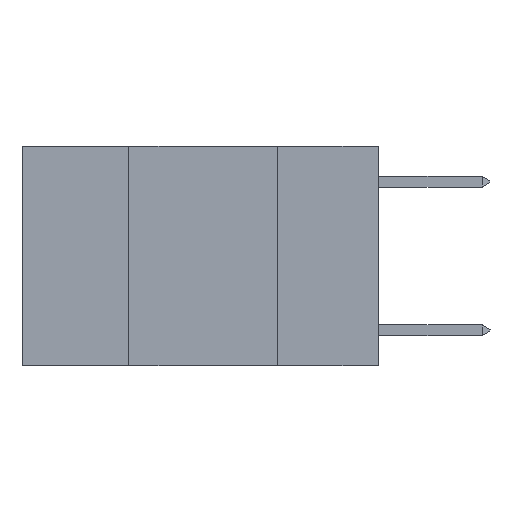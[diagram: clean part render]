
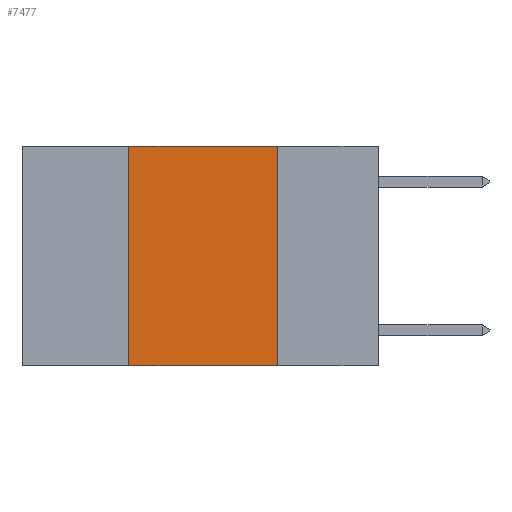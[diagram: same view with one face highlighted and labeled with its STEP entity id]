
A CAD part, left-side view. The second image highlights one B-rep face of the part: STEP entity #7477.
In plain terms, the highlighted planar face has unit normal (-1, 0, 0).
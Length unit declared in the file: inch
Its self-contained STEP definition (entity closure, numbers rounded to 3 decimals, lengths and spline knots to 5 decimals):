
#74 = VERTEX_POINT ( 'NONE', #11366 ) ;
#172 = CARTESIAN_POINT ( 'NONE',  ( 0., 0.6, 0. ) ) ;
#950 = DIRECTION ( 'NONE',  ( 0., 0., 1. ) ) ;
#1032 = CARTESIAN_POINT ( 'NONE',  ( 0., 0.42, 0. ) ) ;
#1366 = EDGE_CURVE ( 'NONE', #14267, #9356, #4080, .T. ) ;
#2615 = DIRECTION ( 'NONE',  ( 0., 0., -1. ) ) ;
#2635 = DIRECTION ( 'NONE',  ( 1., 0., 0. ) ) ;
#2655 = CARTESIAN_POINT ( 'NONE',  ( 0., 0.6, 0. ) ) ;
#3039 = PLANE ( 'NONE',  #15592 ) ;
#3670 = EDGE_CURVE ( 'NONE', #74, #16617, #7425, .T. ) ;
#3751 = VECTOR ( 'NONE', #15496, 39.37008 ) ;
#3813 = VECTOR ( 'NONE', #14826, 39.37008 ) ;
#4080 = LINE ( 'NONE', #172, #3813 ) ;
#4488 = FACE_OUTER_BOUND ( 'NONE', #9075, .T. ) ;
#4735 = CARTESIAN_POINT ( 'NONE',  ( 0., 0.6, -0.37 ) ) ;
#4736 = LINE ( 'NONE', #14065, #3751 ) ;
#4917 = DIRECTION ( 'NONE',  ( 0., -1., 0. ) ) ;
#5391 = CARTESIAN_POINT ( 'NONE',  ( 0., 0.42, 0. ) ) ;
#7366 = VECTOR ( 'NONE', #4917, 39.37008 ) ;
#7425 = LINE ( 'NONE', #4735, #7366 ) ;
#7477 = ADVANCED_FACE ( 'NONE', ( #4488 ), #3039, .F. ) ;
#7698 = EDGE_CURVE ( 'NONE', #74, #14267, #17173, .T. ) ;
#9075 = EDGE_LOOP ( 'NONE', ( #16195, #16345, #16701, #16799 ) ) ;
#9356 = VERTEX_POINT ( 'NONE', #9602 ) ;
#9602 = CARTESIAN_POINT ( 'NONE',  ( 0., 0.17, 0. ) ) ;
#11366 = CARTESIAN_POINT ( 'NONE',  ( 0., 0.42, -0.37 ) ) ;
#12484 = VECTOR ( 'NONE', #950, 39.37008 ) ;
#13488 = CARTESIAN_POINT ( 'NONE',  ( 0., 0.17, -0.37 ) ) ;
#14065 = CARTESIAN_POINT ( 'NONE',  ( 0., 0.17, 0. ) ) ;
#14267 = VERTEX_POINT ( 'NONE', #5391 ) ;
#14826 = DIRECTION ( 'NONE',  ( 0., -1., 0. ) ) ;
#15451 = EDGE_CURVE ( 'NONE', #9356, #16617, #4736, .T. ) ;
#15496 = DIRECTION ( 'NONE',  ( 0., 0., -1. ) ) ;
#15592 = AXIS2_PLACEMENT_3D ( 'NONE', #2655, #2635, #2615 ) ;
#16195 = ORIENTED_EDGE ( 'NONE', *, *, #15451, .F. ) ;
#16345 = ORIENTED_EDGE ( 'NONE', *, *, #1366, .F. ) ;
#16617 = VERTEX_POINT ( 'NONE', #13488 ) ;
#16701 = ORIENTED_EDGE ( 'NONE', *, *, #7698, .F. ) ;
#16799 = ORIENTED_EDGE ( 'NONE', *, *, #3670, .T. ) ;
#17173 = LINE ( 'NONE', #1032, #12484 ) ;
